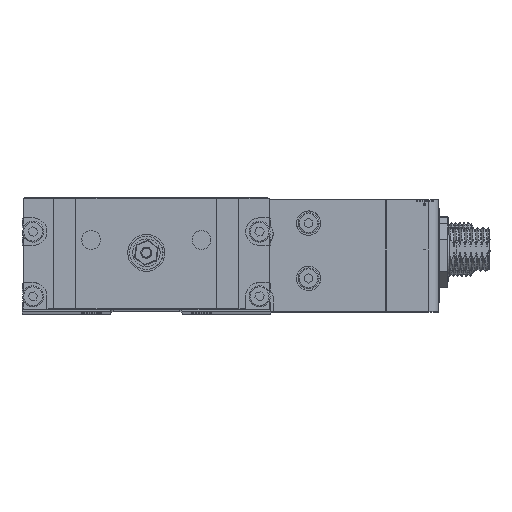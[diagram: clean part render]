
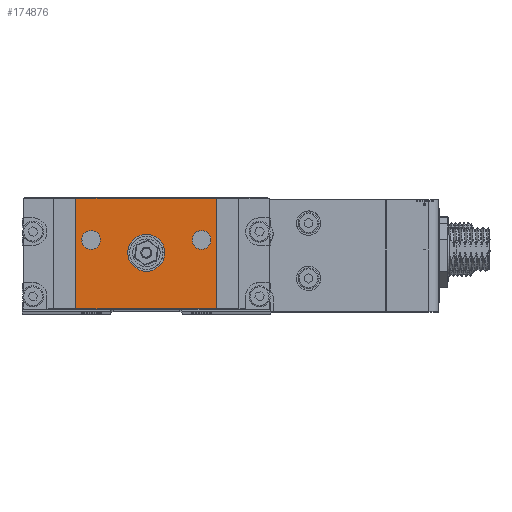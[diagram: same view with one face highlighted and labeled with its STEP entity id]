
A CAD part, top view. The second image highlights one B-rep face of the part: STEP entity #174876.
In plain terms, the highlighted planar face has unit normal (0, 0, 1).
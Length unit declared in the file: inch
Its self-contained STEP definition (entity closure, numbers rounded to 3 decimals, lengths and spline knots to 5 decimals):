
#560 = EDGE_CURVE ( 'NONE', #53433, #142393, #37023, .T. ) ;
#645 = DIRECTION ( 'NONE',  ( -1., 0., 0. ) ) ;
#5346 = EDGE_CURVE ( 'NONE', #38089, #108136, #115199, .T. ) ;
#6328 = CARTESIAN_POINT ( 'NONE',  ( 0.75394, 0.42008, 10.29724 ) ) ;
#6420 = CARTESIAN_POINT ( 'NONE',  ( 1.27953, 0.51181, 10.29724 ) ) ;
#7025 = CARTESIAN_POINT ( 'NONE',  ( 0.55906, 0.51181, 10.29724 ) ) ;
#7088 = VECTOR ( 'NONE', #84564, 39.37008 ) ;
#8476 = EDGE_CURVE ( 'NONE', #79985, #199579, #141920, .T. ) ;
#12809 = VERTEX_POINT ( 'NONE', #69501 ) ;
#14540 = DIRECTION ( 'NONE',  ( -1., 0., 0. ) ) ;
#14547 = ORIENTED_EDGE ( 'NONE', *, *, #38916, .T. ) ;
#16711 = EDGE_CURVE ( 'NONE', #172296, #72581, #154283, .T. ) ;
#17940 = DIRECTION ( 'NONE',  ( -1., 0., 0. ) ) ;
#21891 = CARTESIAN_POINT ( 'NONE',  ( 0.38386, 0.41339, 10.29724 ) ) ;
#26997 = CARTESIAN_POINT ( 'NONE',  ( 0.88583, 0.42008, 10.29724 ) ) ;
#27139 = LINE ( 'NONE', #104397, #29645 ) ;
#29645 = VECTOR ( 'NONE', #151629, 39.37008 ) ;
#31878 = CARTESIAN_POINT ( 'NONE',  ( 1.01772, 0.42008, 10.29724 ) ) ;
#34406 = CIRCLE ( 'NONE', #165195, 0.06693 ) ;
#35249 = EDGE_LOOP ( 'NONE', ( #130669, #146737 ) ) ;
#37023 = CIRCLE ( 'NONE', #160448, 0.06693 ) ;
#38089 = VERTEX_POINT ( 'NONE', #31878 ) ;
#38916 = EDGE_CURVE ( 'NONE', #142393, #53433, #198744, .T. ) ;
#46347 = DIRECTION ( 'NONE',  ( 0., 1., 0. ) ) ;
#51907 = EDGE_LOOP ( 'NONE', ( #14547, #189742 ) ) ;
#52997 = EDGE_CURVE ( 'NONE', #199579, #172296, #159940, .T. ) ;
#53433 = VERTEX_POINT ( 'NONE', #7025 ) ;
#57905 = CIRCLE ( 'NONE', #164119, 0.06693 ) ;
#59384 = AXIS2_PLACEMENT_3D ( 'NONE', #153162, #78976, #140401 ) ;
#65420 = VERTEX_POINT ( 'NONE', #156180 ) ;
#69501 = CARTESIAN_POINT ( 'NONE',  ( 1.2126, 0.51181, 10.29724 ) ) ;
#72581 = VERTEX_POINT ( 'NONE', #183284 ) ;
#78976 = DIRECTION ( 'NONE',  ( 0., 0., 1. ) ) ;
#79985 = VERTEX_POINT ( 'NONE', #180795 ) ;
#83939 = DIRECTION ( 'NONE',  ( 0., 0., -1. ) ) ;
#84564 = DIRECTION ( 'NONE',  ( 0., -1., 0. ) ) ;
#86150 = ORIENTED_EDGE ( 'NONE', *, *, #145262, .T. ) ;
#86437 = CARTESIAN_POINT ( 'NONE',  ( 1.3878, 0.80709, 10.29724 ) ) ;
#88275 = CIRCLE ( 'NONE', #142855, 0.13189 ) ;
#89099 = ORIENTED_EDGE ( 'NONE', *, *, #52997, .T. ) ;
#90637 = CARTESIAN_POINT ( 'NONE',  ( 0.4252, 0.51181, 10.29724 ) ) ;
#93965 = DIRECTION ( 'NONE',  ( 1., 0., 0. ) ) ;
#94765 = CARTESIAN_POINT ( 'NONE',  ( 1.27953, 0.51181, 10.29724 ) ) ;
#95293 = DIRECTION ( 'NONE',  ( 0., 0., -1. ) ) ;
#101126 = FACE_OUTER_BOUND ( 'NONE', #152203, .T. ) ;
#102479 = DIRECTION ( 'NONE',  ( 0., 0., -1. ) ) ;
#104397 = CARTESIAN_POINT ( 'NONE',  ( 0.00984, 0.01969, 10.29724 ) ) ;
#104994 = CARTESIAN_POINT ( 'NONE',  ( 1.3878, 0.41339, 10.29724 ) ) ;
#106915 = CARTESIAN_POINT ( 'NONE',  ( 0.49213, 0.51181, 10.29724 ) ) ;
#108136 = VERTEX_POINT ( 'NONE', #6328 ) ;
#110320 = DIRECTION ( 'NONE',  ( 0., 0., -1. ) ) ;
#112756 = DIRECTION ( 'NONE',  ( -1., 0., 0. ) ) ;
#115199 = CIRCLE ( 'NONE', #178192, 0.13189 ) ;
#121122 = ORIENTED_EDGE ( 'NONE', *, *, #192122, .T. ) ;
#121182 = ORIENTED_EDGE ( 'NONE', *, *, #8476, .T. ) ;
#124343 = CARTESIAN_POINT ( 'NONE',  ( 0.00984, 0.80709, 10.29724 ) ) ;
#130274 = FACE_BOUND ( 'NONE', #35249, .T. ) ;
#130669 = ORIENTED_EDGE ( 'NONE', *, *, #5346, .T. ) ;
#136341 = ORIENTED_EDGE ( 'NONE', *, *, #153796, .T. ) ;
#136915 = DIRECTION ( 'NONE',  ( 0., 0., -1. ) ) ;
#137592 = CARTESIAN_POINT ( 'NONE',  ( 0.49213, 0.51181, 10.29724 ) ) ;
#140401 = DIRECTION ( 'NONE',  ( 1., 0., 0. ) ) ;
#141920 = LINE ( 'NONE', #104994, #192472 ) ;
#142393 = VERTEX_POINT ( 'NONE', #90637 ) ;
#142855 = AXIS2_PLACEMENT_3D ( 'NONE', #26997, #102479, #165831 ) ;
#145262 = EDGE_CURVE ( 'NONE', #65420, #12809, #34406, .T. ) ;
#146737 = ORIENTED_EDGE ( 'NONE', *, *, #157675, .T. ) ;
#151629 = DIRECTION ( 'NONE',  ( 1., 0., 0. ) ) ;
#152203 = EDGE_LOOP ( 'NONE', ( #89099, #175688, #136341, #121182 ) ) ;
#152759 = DIRECTION ( 'NONE',  ( 0., 0., -1. ) ) ;
#153162 = CARTESIAN_POINT ( 'NONE',  ( 0.88583, 0.41339, 10.29724 ) ) ;
#153796 = EDGE_CURVE ( 'NONE', #72581, #79985, #27139, .T. ) ;
#154283 = LINE ( 'NONE', #21891, #7088 ) ;
#156180 = CARTESIAN_POINT ( 'NONE',  ( 1.34646, 0.51181, 10.29724 ) ) ;
#156706 = CARTESIAN_POINT ( 'NONE',  ( 0.88583, 0.42008, 10.29724 ) ) ;
#157653 = VECTOR ( 'NONE', #112756, 39.37008 ) ;
#157675 = EDGE_CURVE ( 'NONE', #108136, #38089, #88275, .T. ) ;
#159940 = LINE ( 'NONE', #124343, #157653 ) ;
#160102 = DIRECTION ( 'NONE',  ( -1., 0., 0. ) ) ;
#160448 = AXIS2_PLACEMENT_3D ( 'NONE', #137592, #136915, #645 ) ;
#164119 = AXIS2_PLACEMENT_3D ( 'NONE', #6420, #83939, #160102 ) ;
#165195 = AXIS2_PLACEMENT_3D ( 'NONE', #94765, #110320, #17940 ) ;
#165831 = DIRECTION ( 'NONE',  ( 1., 0., 0. ) ) ;
#166327 = FACE_BOUND ( 'NONE', #185878, .T. ) ;
#172296 = VERTEX_POINT ( 'NONE', #172565 ) ;
#172565 = CARTESIAN_POINT ( 'NONE',  ( 0.38386, 0.80709, 10.29724 ) ) ;
#174876 = ADVANCED_FACE ( 'NONE', ( #101126, #130274, #166327, #185690 ), #184132, .T. ) ;
#175688 = ORIENTED_EDGE ( 'NONE', *, *, #16711, .T. ) ;
#178192 = AXIS2_PLACEMENT_3D ( 'NONE', #156706, #95293, #93965 ) ;
#180795 = CARTESIAN_POINT ( 'NONE',  ( 1.3878, 0.01969, 10.29724 ) ) ;
#181580 = AXIS2_PLACEMENT_3D ( 'NONE', #106915, #152759, #14540 ) ;
#183284 = CARTESIAN_POINT ( 'NONE',  ( 0.38386, 0.01969, 10.29724 ) ) ;
#184132 = PLANE ( 'NONE',  #59384 ) ;
#185690 = FACE_BOUND ( 'NONE', #51907, .T. ) ;
#185878 = EDGE_LOOP ( 'NONE', ( #121122, #86150 ) ) ;
#189742 = ORIENTED_EDGE ( 'NONE', *, *, #560, .T. ) ;
#192122 = EDGE_CURVE ( 'NONE', #12809, #65420, #57905, .T. ) ;
#192472 = VECTOR ( 'NONE', #46347, 39.37008 ) ;
#198744 = CIRCLE ( 'NONE', #181580, 0.06693 ) ;
#199579 = VERTEX_POINT ( 'NONE', #86437 ) ;
